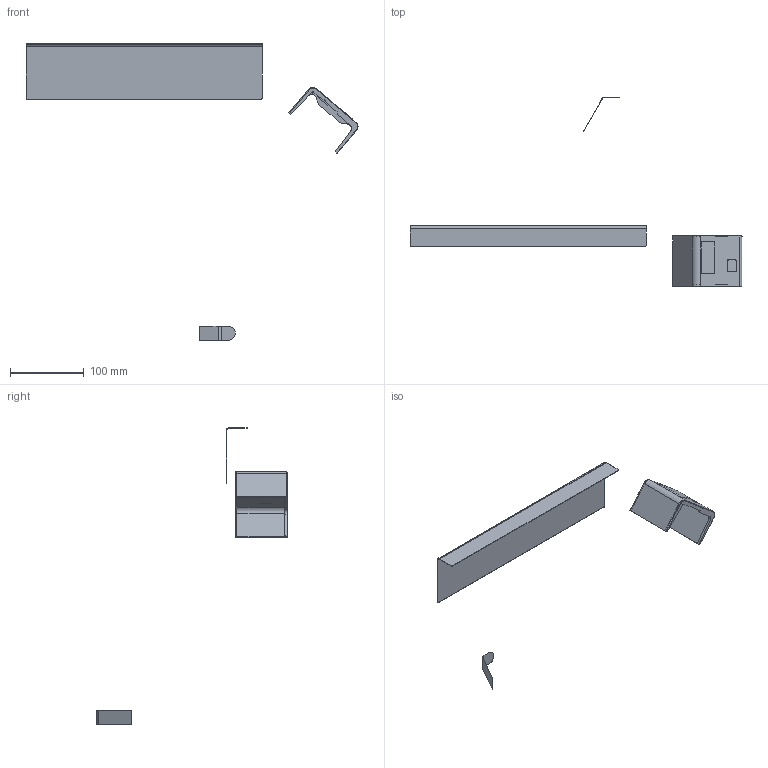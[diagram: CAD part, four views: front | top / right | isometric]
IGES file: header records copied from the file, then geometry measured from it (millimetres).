
Start section: SolidWorks IGES file using analytic representation for surfaces
Global section: file name: Turbomax 109-TXT(OPTION).IGS; native system: SolidWorks 2019; preprocessor: SolidWorks 2019; author: lucbi; date: 190926.162133; units: inch
Bounding box: 451.08 x 258.22 x 402.56 mm (x, y, z)
Volume: 51770.4 mm3; surface area: 100308.5 mm2
Topology: 5 solids, 5 shells, 96 faces, 239 edges, 154 vertices
Faces by surface type: plane 63, revolution 33
